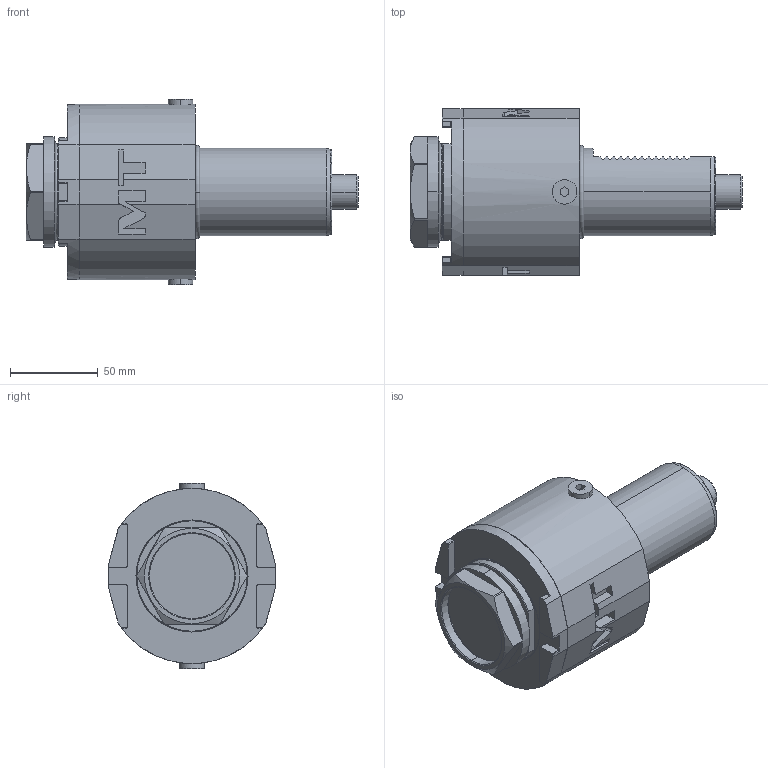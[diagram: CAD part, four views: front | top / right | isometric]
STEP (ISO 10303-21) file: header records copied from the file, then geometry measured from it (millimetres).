
FILE_DESCRIPTION((''),'2;1');
FILE_NAME('SAU1030250_CONF','2025-01-17T16:06:03',('fpalella'),('M.T. srl'),'CREO PARAMETRIC BY PTC INC, 2023352','CREO PARAMETRIC BY PTC INC, 2023352','');
FILE_SCHEMA(('CONFIG_CONTROL_DESIGN'));
Length unit declared in the file: millimetre
Products named in the file (1): SAU1030250_CONF
Bounding box: 189.5 x 95 x 106 mm (x, y, z)
Volume: 755980 mm3; surface area: 79761.5 mm2
Topology: 2 solids, 2 shells, 289 faces, 757 edges, 489 vertices
Faces by surface type: plane 157, cylinder 84, cone 23, torus 21, extrusion 4
Entity records: 9686 total; most frequent: CARTESIAN_POINT 2599, ORIENTED_EDGE 1510, DIRECTION 1407, EDGE_CURVE 755, VERTEX_POINT 489, AXIS2_PLACEMENT_3D 486, VECTOR 435, LINE 431
